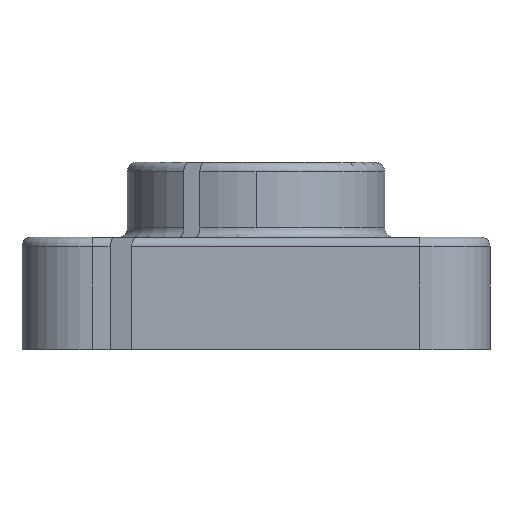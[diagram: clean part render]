
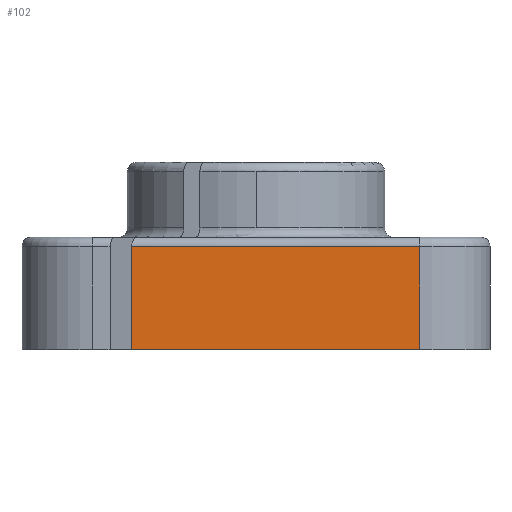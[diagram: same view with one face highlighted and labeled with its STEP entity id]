
A CAD part, front view. The second image highlights one B-rep face of the part: STEP entity #102.
In plain terms, the highlighted planar face has unit normal (0, -1, 0).
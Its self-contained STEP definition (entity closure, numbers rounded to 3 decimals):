
#102 = ADVANCED_FACE( '', ( #192 ), #193, .T. );
#192 = FACE_OUTER_BOUND( '', #322, .T. );
#193 = PLANE( '', #323 );
#322 = EDGE_LOOP( '', ( #600, #601, #602, #603, #604 ) );
#323 = AXIS2_PLACEMENT_3D( '', #605, #606, #607 );
#600 = ORIENTED_EDGE( '', *, *, #963, .T. );
#601 = ORIENTED_EDGE( '', *, *, #969, .T. );
#602 = ORIENTED_EDGE( '', *, *, #970, .T. );
#603 = ORIENTED_EDGE( '', *, *, #971, .T. );
#604 = ORIENTED_EDGE( '', *, *, #972, .F. );
#605 = CARTESIAN_POINT( '', ( -25., 0., 12. ) );
#606 = DIRECTION( '', ( 0., -1., 0. ) );
#607 = DIRECTION( '', ( -1., 0., 0. ) );
#963 = EDGE_CURVE( '', #1176, #1177, #1178, .T. );
#969 = EDGE_CURVE( '', #1177, #1186, #1187, .T. );
#970 = EDGE_CURVE( '', #1186, #1188, #1189, .T. );
#971 = EDGE_CURVE( '', #1188, #1190, #1191, .T. );
#972 = EDGE_CURVE( '', #1176, #1190, #1192, .T. );
#1176 = VERTEX_POINT( '', #1511 );
#1177 = VERTEX_POINT( '', #1512 );
#1178 = LINE( '', #1513, #1514 );
#1186 = VERTEX_POINT( '', #1542 );
#1187 = LINE( '', #1543, #1544 );
#1188 = VERTEX_POINT( '', #1545 );
#1189 = LINE( '', #1546, #1547 );
#1190 = VERTEX_POINT( '', #1548 );
#1191 = LINE( '', #1549, #1550 );
#1192 = LINE( '', #1551, #1552 );
#1511 = CARTESIAN_POINT( '', ( -13.279, 0., 11.01 ) );
#1512 = CARTESIAN_POINT( '', ( -13.279, 0., 0. ) );
#1513 = CARTESIAN_POINT( '', ( -13.279, 0., 6. ) );
#1514 = VECTOR( '', #1866, 1. );
#1542 = CARTESIAN_POINT( '', ( 17.5, 0., 0. ) );
#1543 = CARTESIAN_POINT( '', ( 12.5, 0., 0. ) );
#1544 = VECTOR( '', #1873, 1. );
#1545 = CARTESIAN_POINT( '', ( 17.5, 0., 11. ) );
#1546 = CARTESIAN_POINT( '', ( 17.5, 0., 5. ) );
#1547 = VECTOR( '', #1874, 1. );
#1548 = CARTESIAN_POINT( '', ( 17.5, 0., 11.01 ) );
#1549 = CARTESIAN_POINT( '', ( 17.5, 0., 9.758 ) );
#1550 = VECTOR( '', #1875, 1. );
#1551 = CARTESIAN_POINT( '', ( 0., 0., 11.01 ) );
#1552 = VECTOR( '', #1876, 1. );
#1866 = DIRECTION( '', ( 0., 0., -1. ) );
#1873 = DIRECTION( '', ( 1., 0., 0. ) );
#1874 = DIRECTION( '', ( 0., 0., 1. ) );
#1875 = DIRECTION( '', ( 0., 0., 1. ) );
#1876 = DIRECTION( '', ( 1., 0., 0. ) );
